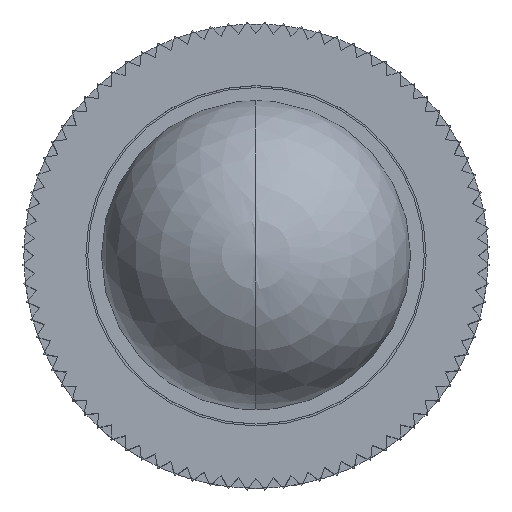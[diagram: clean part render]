
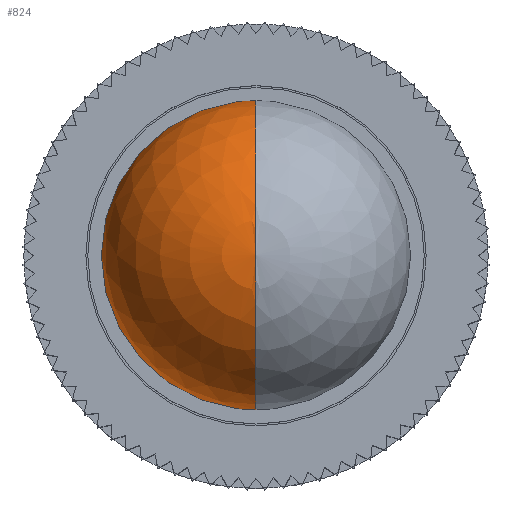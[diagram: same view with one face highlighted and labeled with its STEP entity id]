
A CAD part, top view. The second image highlights one B-rep face of the part: STEP entity #824.
In plain terms, the highlighted spherical face has radius 4 mm.
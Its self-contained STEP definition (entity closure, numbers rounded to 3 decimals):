
#824=ADVANCED_FACE('',(#2009),#2010,.T.);
#2009=FACE_OUTER_BOUND('',#3560,.T.);
#2010=SPHERICAL_SURFACE('',#3561,4.0);
#3560=EDGE_LOOP('',(#5838,#5839,#5840));
#3561=AXIS2_PLACEMENT_3D('',#5841,#5842,#5843);
#5838=ORIENTED_EDGE('',*,*,#10070,.F.);
#5839=ORIENTED_EDGE('',*,*,#10071,.F.);
#5840=ORIENTED_EDGE('',*,*,#9445,.F.);
#5841=CARTESIAN_POINT('',(0.,0.,9.));
#5842=DIRECTION('',(0.0,0.0,-1.0));
#5843=DIRECTION('',(0.,-1.0,0.0));
#9445=EDGE_CURVE('',#11332,#11327,#11334,.T.);
#10070=EDGE_CURVE('',#12385,#11332,#12386,.T.);
#10071=EDGE_CURVE('',#11327,#12385,#12387,.T.);
#11327=VERTEX_POINT('',#14033);
#11332=VERTEX_POINT('',#14039);
#11334=CIRCLE('',#14042,3.905);
#12385=VERTEX_POINT('',#15430);
#12386=CIRCLE('',#15431,4.0);
#12387=CIRCLE('',#15432,4.0);
#14033=CARTESIAN_POINT('',(0.,3.905,8.133));
#14039=CARTESIAN_POINT('',(0.,-3.905,8.133));
#14042=AXIS2_PLACEMENT_3D('',#17578,#17579,#17580);
#15430=CARTESIAN_POINT('',(0.,0.,13.0));
#15431=AXIS2_PLACEMENT_3D('',#18389,#18390,#18391);
#15432=AXIS2_PLACEMENT_3D('',#18392,#18393,#18394);
#17578=CARTESIAN_POINT('',(0.,0.,8.133));
#17579=DIRECTION('',(0.0,0.0,-1.0));
#17580=DIRECTION('',(0.,1.0,0.0));
#18389=CARTESIAN_POINT('',(0.,0.,9.));
#18390=DIRECTION('',(1.0,0.,-0.0));
#18391=DIRECTION('',(0.0,0.0,1.0));
#18392=CARTESIAN_POINT('',(0.,0.,9.));
#18393=DIRECTION('',(1.0,0.,-0.0));
#18394=DIRECTION('',(0.0,0.0,1.0));
